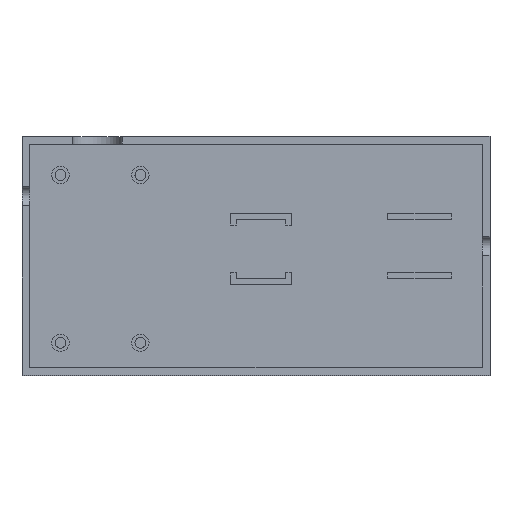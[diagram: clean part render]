
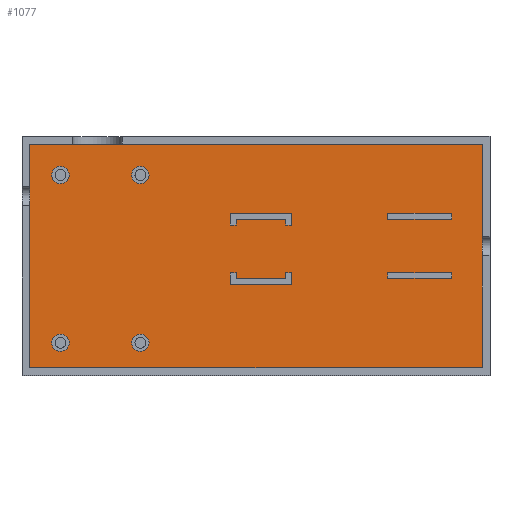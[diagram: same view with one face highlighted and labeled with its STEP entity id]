
A CAD part, top view. The second image highlights one B-rep face of the part: STEP entity #1077.
In plain terms, the highlighted planar face has unit normal (0, 0, 1).
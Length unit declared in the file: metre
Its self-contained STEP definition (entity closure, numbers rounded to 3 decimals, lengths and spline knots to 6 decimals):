
#26=CIRCLE('',#1160,0.00225);
#27=CIRCLE('',#1161,0.00225);
#28=CIRCLE('',#1162,0.00225);
#29=CIRCLE('',#1163,0.00225);
#83=ORIENTED_EDGE('',*,*,#352,.T.);
#84=ORIENTED_EDGE('',*,*,#372,.T.);
#85=ORIENTED_EDGE('',*,*,#373,.F.);
#86=ORIENTED_EDGE('',*,*,#364,.F.);
#87=ORIENTED_EDGE('',*,*,#374,.T.);
#88=ORIENTED_EDGE('',*,*,#375,.T.);
#89=ORIENTED_EDGE('',*,*,#376,.F.);
#90=ORIENTED_EDGE('',*,*,#377,.F.);
#91=ORIENTED_EDGE('',*,*,#378,.T.);
#92=ORIENTED_EDGE('',*,*,#379,.T.);
#93=ORIENTED_EDGE('',*,*,#380,.F.);
#94=ORIENTED_EDGE('',*,*,#381,.F.);
#95=ORIENTED_EDGE('',*,*,#382,.F.);
#96=ORIENTED_EDGE('',*,*,#383,.F.);
#97=ORIENTED_EDGE('',*,*,#384,.F.);
#98=ORIENTED_EDGE('',*,*,#385,.F.);
#99=ORIENTED_EDGE('',*,*,#386,.F.);
#100=ORIENTED_EDGE('',*,*,#387,.F.);
#101=ORIENTED_EDGE('',*,*,#388,.F.);
#102=ORIENTED_EDGE('',*,*,#389,.F.);
#103=ORIENTED_EDGE('',*,*,#390,.F.);
#104=ORIENTED_EDGE('',*,*,#391,.F.);
#105=ORIENTED_EDGE('',*,*,#392,.F.);
#106=ORIENTED_EDGE('',*,*,#393,.F.);
#107=ORIENTED_EDGE('',*,*,#394,.F.);
#108=ORIENTED_EDGE('',*,*,#395,.F.);
#109=ORIENTED_EDGE('',*,*,#396,.F.);
#110=ORIENTED_EDGE('',*,*,#397,.F.);
#111=ORIENTED_EDGE('',*,*,#398,.F.);
#112=ORIENTED_EDGE('',*,*,#399,.F.);
#113=ORIENTED_EDGE('',*,*,#400,.F.);
#114=ORIENTED_EDGE('',*,*,#401,.F.);
#352=EDGE_CURVE('',#500,#499,#603,.T.);
#364=EDGE_CURVE('',#500,#511,#615,.T.);
#372=EDGE_CURVE('',#499,#515,#621,.T.);
#373=EDGE_CURVE('',#511,#515,#622,.T.);
#374=EDGE_CURVE('',#516,#517,#623,.T.);
#375=EDGE_CURVE('',#517,#518,#624,.T.);
#376=EDGE_CURVE('',#519,#518,#625,.T.);
#377=EDGE_CURVE('',#516,#519,#626,.T.);
#378=EDGE_CURVE('',#520,#521,#627,.T.);
#379=EDGE_CURVE('',#521,#522,#628,.T.);
#380=EDGE_CURVE('',#523,#522,#629,.T.);
#381=EDGE_CURVE('',#520,#523,#630,.T.);
#382=EDGE_CURVE('',#524,#524,#26,.T.);
#383=EDGE_CURVE('',#525,#525,#27,.T.);
#384=EDGE_CURVE('',#526,#526,#28,.T.);
#385=EDGE_CURVE('',#527,#527,#29,.T.);
#386=EDGE_CURVE('',#528,#529,#631,.T.);
#387=EDGE_CURVE('',#530,#528,#632,.T.);
#388=EDGE_CURVE('',#531,#530,#633,.T.);
#389=EDGE_CURVE('',#532,#531,#634,.T.);
#390=EDGE_CURVE('',#533,#532,#635,.T.);
#391=EDGE_CURVE('',#534,#533,#636,.T.);
#392=EDGE_CURVE('',#535,#534,#637,.T.);
#393=EDGE_CURVE('',#529,#535,#638,.T.);
#394=EDGE_CURVE('',#536,#537,#639,.T.);
#395=EDGE_CURVE('',#538,#536,#640,.T.);
#396=EDGE_CURVE('',#539,#538,#641,.T.);
#397=EDGE_CURVE('',#540,#539,#642,.T.);
#398=EDGE_CURVE('',#541,#540,#643,.T.);
#399=EDGE_CURVE('',#542,#541,#644,.T.);
#400=EDGE_CURVE('',#543,#542,#645,.T.);
#401=EDGE_CURVE('',#537,#543,#646,.T.);
#499=VERTEX_POINT('',#1567);
#500=VERTEX_POINT('',#1569);
#511=VERTEX_POINT('',#1594);
#515=VERTEX_POINT('',#1606);
#516=VERTEX_POINT('',#1611);
#517=VERTEX_POINT('',#1612);
#518=VERTEX_POINT('',#1614);
#519=VERTEX_POINT('',#1616);
#520=VERTEX_POINT('',#1619);
#521=VERTEX_POINT('',#1620);
#522=VERTEX_POINT('',#1622);
#523=VERTEX_POINT('',#1624);
#524=VERTEX_POINT('',#1627);
#525=VERTEX_POINT('',#1629);
#526=VERTEX_POINT('',#1631);
#527=VERTEX_POINT('',#1633);
#528=VERTEX_POINT('',#1635);
#529=VERTEX_POINT('',#1636);
#530=VERTEX_POINT('',#1638);
#531=VERTEX_POINT('',#1640);
#532=VERTEX_POINT('',#1642);
#533=VERTEX_POINT('',#1644);
#534=VERTEX_POINT('',#1646);
#535=VERTEX_POINT('',#1648);
#536=VERTEX_POINT('',#1651);
#537=VERTEX_POINT('',#1652);
#538=VERTEX_POINT('',#1654);
#539=VERTEX_POINT('',#1656);
#540=VERTEX_POINT('',#1658);
#541=VERTEX_POINT('',#1660);
#542=VERTEX_POINT('',#1662);
#543=VERTEX_POINT('',#1664);
#603=LINE('',#1568,#729);
#615=LINE('',#1593,#741);
#621=LINE('',#1607,#747);
#622=LINE('',#1609,#748);
#623=LINE('',#1610,#749);
#624=LINE('',#1613,#750);
#625=LINE('',#1615,#751);
#626=LINE('',#1617,#752);
#627=LINE('',#1618,#753);
#628=LINE('',#1621,#754);
#629=LINE('',#1623,#755);
#630=LINE('',#1625,#756);
#631=LINE('',#1634,#757);
#632=LINE('',#1637,#758);
#633=LINE('',#1639,#759);
#634=LINE('',#1641,#760);
#635=LINE('',#1643,#761);
#636=LINE('',#1645,#762);
#637=LINE('',#1647,#763);
#638=LINE('',#1649,#764);
#639=LINE('',#1650,#765);
#640=LINE('',#1653,#766);
#641=LINE('',#1655,#767);
#642=LINE('',#1657,#768);
#643=LINE('',#1659,#769);
#644=LINE('',#1661,#770);
#645=LINE('',#1663,#771);
#646=LINE('',#1665,#772);
#729=VECTOR('',#1257,1.);
#741=VECTOR('',#1273,1.);
#747=VECTOR('',#1285,1.);
#748=VECTOR('',#1288,1.);
#749=VECTOR('',#1289,1.);
#750=VECTOR('',#1290,1.);
#751=VECTOR('',#1291,1.);
#752=VECTOR('',#1292,1.);
#753=VECTOR('',#1293,1.);
#754=VECTOR('',#1294,1.);
#755=VECTOR('',#1295,1.);
#756=VECTOR('',#1296,1.);
#757=VECTOR('',#1305,1.);
#758=VECTOR('',#1306,1.);
#759=VECTOR('',#1307,1.);
#760=VECTOR('',#1308,1.);
#761=VECTOR('',#1309,1.);
#762=VECTOR('',#1310,1.);
#763=VECTOR('',#1311,1.);
#764=VECTOR('',#1312,1.);
#765=VECTOR('',#1313,1.);
#766=VECTOR('',#1314,1.);
#767=VECTOR('',#1315,1.);
#768=VECTOR('',#1316,1.);
#769=VECTOR('',#1317,1.);
#770=VECTOR('',#1318,1.);
#771=VECTOR('',#1319,1.);
#772=VECTOR('',#1320,1.);
#850=EDGE_LOOP('',(#83,#84,#85,#86));
#851=EDGE_LOOP('',(#87,#88,#89,#90));
#852=EDGE_LOOP('',(#91,#92,#93,#94));
#853=EDGE_LOOP('',(#95));
#854=EDGE_LOOP('',(#96));
#855=EDGE_LOOP('',(#97));
#856=EDGE_LOOP('',(#98));
#857=EDGE_LOOP('',(#99,#100,#101,#102,#103,#104,#105,#106));
#858=EDGE_LOOP('',(#107,#108,#109,#110,#111,#112,#113,#114));
#936=FACE_BOUND('',#850,.T.);
#937=FACE_BOUND('',#851,.T.);
#938=FACE_BOUND('',#852,.T.);
#939=FACE_BOUND('',#853,.T.);
#940=FACE_BOUND('',#854,.T.);
#941=FACE_BOUND('',#855,.T.);
#942=FACE_BOUND('',#856,.T.);
#943=FACE_BOUND('',#857,.T.);
#944=FACE_BOUND('',#858,.T.);
#1022=PLANE('',#1159);
#1077=ADVANCED_FACE('',(#936,#937,#938,#939,#940,#941,#942,#943,#944),#1022,
 .T.);
#1159=AXIS2_PLACEMENT_3D('',#1608,#1286,#1287);
#1160=AXIS2_PLACEMENT_3D('',#1626,#1297,#1298);
#1161=AXIS2_PLACEMENT_3D('',#1628,#1299,#1300);
#1162=AXIS2_PLACEMENT_3D('',#1630,#1301,#1302);
#1163=AXIS2_PLACEMENT_3D('',#1632,#1303,#1304);
#1257=DIRECTION('',(-1.,0.,0.));
#1273=DIRECTION('',(0.,-1.,0.));
#1285=DIRECTION('',(0.,-1.,0.));
#1286=DIRECTION('',(0.,0.,1.));
#1287=DIRECTION('',(1.,0.,0.));
#1288=DIRECTION('',(-1.,0.,0.));
#1289=DIRECTION('',(-1.,0.,0.));
#1290=DIRECTION('',(0.,1.,0.));
#1291=DIRECTION('',(-1.,0.,0.));
#1292=DIRECTION('',(0.,1.,0.));
#1293=DIRECTION('',(-1.,0.,0.));
#1294=DIRECTION('',(0.,1.,0.));
#1295=DIRECTION('',(-1.,0.,0.));
#1296=DIRECTION('',(0.,1.,0.));
#1297=DIRECTION('',(0.,0.,1.));
#1298=DIRECTION('',(1.,0.,0.));
#1299=DIRECTION('',(0.,0.,1.));
#1300=DIRECTION('',(1.,0.,0.));
#1301=DIRECTION('',(0.,0.,1.));
#1302=DIRECTION('',(1.,0.,0.));
#1303=DIRECTION('',(0.,0.,1.));
#1304=DIRECTION('',(1.,0.,0.));
#1305=DIRECTION('',(0.,-1.,0.));
#1306=DIRECTION('',(-1.,0.,0.));
#1307=DIRECTION('',(0.,1.,0.));
#1308=DIRECTION('',(1.,0.,0.));
#1309=DIRECTION('',(0.,-1.,0.));
#1310=DIRECTION('',(1.,0.,0.));
#1311=DIRECTION('',(0.,1.,0.));
#1312=DIRECTION('',(1.,0.,0.));
#1313=DIRECTION('',(0.,1.,0.));
#1314=DIRECTION('',(1.,0.,0.));
#1315=DIRECTION('',(0.,-1.,0.));
#1316=DIRECTION('',(-1.,0.,0.));
#1317=DIRECTION('',(0.,1.,0.));
#1318=DIRECTION('',(-1.,0.,0.));
#1319=DIRECTION('',(0.,-1.,0.));
#1320=DIRECTION('',(-1.,0.,0.));
#1567=CARTESIAN_POINT('',(-0.0588,0.02905,0.));
#1568=CARTESIAN_POINT('',(0.,0.02905,0.));
#1569=CARTESIAN_POINT('',(0.0588,0.02905,0.));
#1593=CARTESIAN_POINT('',(0.0588,0.,0.));
#1594=CARTESIAN_POINT('',(0.0588,-0.02905,0.));
#1606=CARTESIAN_POINT('',(-0.0588,-0.02905,0.));
#1607=CARTESIAN_POINT('',(-0.0588,0.,0.));
#1608=CARTESIAN_POINT('',(0.,0.,0.));
#1609=CARTESIAN_POINT('',(0.,-0.02905,0.));
#1610=CARTESIAN_POINT('',(0.0425,-0.0058,0.));
#1611=CARTESIAN_POINT('',(0.0508,-0.0058,0.));
#1612=CARTESIAN_POINT('',(0.0342,-0.0058,0.));
#1613=CARTESIAN_POINT('',(0.0342,-0.00505,0.));
#1614=CARTESIAN_POINT('',(0.0342,-0.0043,0.));
#1615=CARTESIAN_POINT('',(0.0425,-0.0043,0.));
#1616=CARTESIAN_POINT('',(0.0508,-0.0043,0.));
#1617=CARTESIAN_POINT('',(0.0508,-0.00505,0.));
#1618=CARTESIAN_POINT('',(0.0425,0.00955,0.));
#1619=CARTESIAN_POINT('',(0.0508,0.00955,0.));
#1620=CARTESIAN_POINT('',(0.0342,0.00955,0.));
#1621=CARTESIAN_POINT('',(0.0342,0.0103,0.));
#1622=CARTESIAN_POINT('',(0.0342,0.01105,0.));
#1623=CARTESIAN_POINT('',(0.0425,0.01105,0.));
#1624=CARTESIAN_POINT('',(0.0508,0.01105,0.));
#1625=CARTESIAN_POINT('',(0.0508,0.0103,0.));
#1626=CARTESIAN_POINT('',(-0.0508,0.02105,0.));
#1627=CARTESIAN_POINT('',(-0.04855,0.02105,0.));
#1628=CARTESIAN_POINT('',(-0.03005,-0.02255,0.));
#1629=CARTESIAN_POINT('',(-0.0278,-0.02255,0.));
#1630=CARTESIAN_POINT('',(-0.0508,-0.02255,0.));
#1631=CARTESIAN_POINT('',(-0.04855,-0.02255,0.));
#1632=CARTESIAN_POINT('',(-0.03005,0.02105,0.));
#1633=CARTESIAN_POINT('',(-0.0278,0.02105,0.));
#1634=CARTESIAN_POINT('',(-0.00665,0.00955,0.));
#1635=CARTESIAN_POINT('',(-0.00665,0.01105,0.));
#1636=CARTESIAN_POINT('',(-0.00665,0.00805,0.));
#1637=CARTESIAN_POINT('',(0.001275,0.01105,0.));
#1638=CARTESIAN_POINT('',(0.0092,0.01105,0.));
#1639=CARTESIAN_POINT('',(0.0092,0.00955,0.));
#1640=CARTESIAN_POINT('',(0.0092,0.00805,0.));
#1641=CARTESIAN_POINT('',(0.00845,0.00805,0.));
#1642=CARTESIAN_POINT('',(0.0077,0.00805,0.));
#1643=CARTESIAN_POINT('',(0.0077,0.0088,0.));
#1644=CARTESIAN_POINT('',(0.0077,0.00955,0.));
#1645=CARTESIAN_POINT('',(0.001275,0.00955,0.));
#1646=CARTESIAN_POINT('',(-0.00515,0.00955,0.));
#1647=CARTESIAN_POINT('',(-0.00515,0.0088,0.));
#1648=CARTESIAN_POINT('',(-0.00515,0.00805,0.));
#1649=CARTESIAN_POINT('',(-0.0059,0.00805,0.));
#1650=CARTESIAN_POINT('',(0.0092,-0.0059,0.));
#1651=CARTESIAN_POINT('',(0.0092,-0.0074,0.));
#1652=CARTESIAN_POINT('',(0.0092,-0.0044,0.));
#1653=CARTESIAN_POINT('',(0.001275,-0.0074,0.));
#1654=CARTESIAN_POINT('',(-0.00665,-0.0074,0.));
#1655=CARTESIAN_POINT('',(-0.00665,-0.0059,0.));
#1656=CARTESIAN_POINT('',(-0.00665,-0.0044,0.));
#1657=CARTESIAN_POINT('',(-0.0059,-0.0044,0.));
#1658=CARTESIAN_POINT('',(-0.00515,-0.0044,0.));
#1659=CARTESIAN_POINT('',(-0.00515,-0.00515,0.));
#1660=CARTESIAN_POINT('',(-0.00515,-0.0059,0.));
#1661=CARTESIAN_POINT('',(0.001275,-0.0059,0.));
#1662=CARTESIAN_POINT('',(0.0077,-0.0059,0.));
#1663=CARTESIAN_POINT('',(0.0077,-0.00515,0.));
#1664=CARTESIAN_POINT('',(0.0077,-0.0044,0.));
#1665=CARTESIAN_POINT('',(0.00845,-0.0044,0.));
